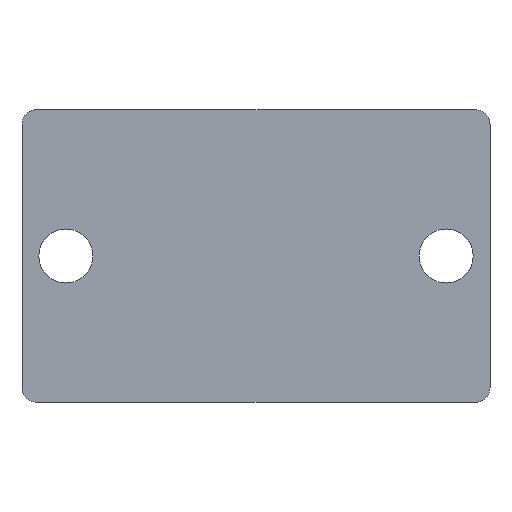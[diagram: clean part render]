
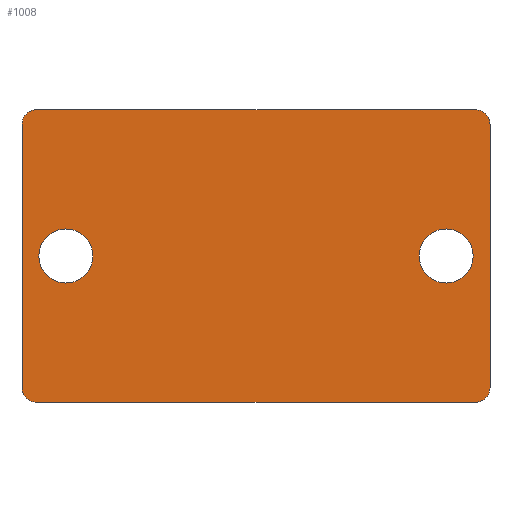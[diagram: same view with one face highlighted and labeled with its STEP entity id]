
A CAD part, front view. The second image highlights one B-rep face of the part: STEP entity #1008.
In plain terms, the highlighted planar face has unit normal (0, -1, 0).
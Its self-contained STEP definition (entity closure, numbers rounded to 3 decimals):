
#22 = AXIS2_PLACEMENT_3D ( 'NONE', #32, #207, #641 ) ;
#30 = CARTESIAN_POINT ( 'NONE',  ( 0., 0., 0. ) ) ;
#32 = CARTESIAN_POINT ( 'NONE',  ( 13., 0., 0. ) ) ;
#41 = AXIS2_PLACEMENT_3D ( 'NONE', #1007, #322, #1117 ) ;
#50 = VERTEX_POINT ( 'NONE', #1040 ) ;
#59 = VERTEX_POINT ( 'NONE', #789 ) ;
#61 = CARTESIAN_POINT ( 'NONE',  ( -16., 0., 9.586 ) ) ;
#127 = DIRECTION ( 'NONE',  ( -1., 0., 0. ) ) ;
#138 = CARTESIAN_POINT ( 'NONE',  ( -13., 0., 0. ) ) ;
#153 = VERTEX_POINT ( 'NONE', #1066 ) ;
#157 = DIRECTION ( 'NONE',  ( 0., 1., 0. ) ) ;
#163 = CARTESIAN_POINT ( 'NONE',  ( 15.586, 0., 10. ) ) ;
#171 = ORIENTED_EDGE ( 'NONE', *, *, #1104, .F. ) ;
#179 = VERTEX_POINT ( 'NONE', #975 ) ;
#183 = DIRECTION ( 'NONE',  ( 1., 0., 0. ) ) ;
#207 = DIRECTION ( 'NONE',  ( 0., 1., 0. ) ) ;
#210 = DIRECTION ( 'NONE',  ( 0., 1., 0. ) ) ;
#227 = CARTESIAN_POINT ( 'NONE',  ( -16., 0., -10. ) ) ;
#244 = CARTESIAN_POINT ( 'NONE',  ( -16., 0., 9.001 ) ) ;
#264 = CARTESIAN_POINT ( 'NONE',  ( 16., 0., -9.001 ) ) ;
#272 = CARTESIAN_POINT ( 'NONE',  ( 15.001, 0., 10. ) ) ;
#273 = VERTEX_POINT ( 'NONE', #298 ) ;
#298 = CARTESIAN_POINT ( 'NONE',  ( 13., 0., -1.85 ) ) ;
#300 = EDGE_CURVE ( 'NONE', #273, #153, #534, .T. ) ;
#303 = CARTESIAN_POINT ( 'NONE',  ( 15.001, 0., 10. ) ) ;
#316 = CARTESIAN_POINT ( 'NONE',  ( -16., 0., 9.001 ) ) ;
#322 = DIRECTION ( 'NONE',  ( 0., 1., 0. ) ) ;
#337 = ORIENTED_EDGE ( 'NONE', *, *, #448, .T. ) ;
#341 = CARTESIAN_POINT ( 'NONE',  ( -15.001, 0., 10. ) ) ;
#375 = ORIENTED_EDGE ( 'NONE', *, *, #547, .T. ) ;
#409 = EDGE_CURVE ( 'NONE', #687, #535, #999, .T. ) ;
#410 = ORIENTED_EDGE ( 'NONE', *, *, #913, .T. ) ;
#414 = ORIENTED_EDGE ( 'NONE', *, *, #639, .T. ) ;
#415 = CARTESIAN_POINT ( 'NONE',  ( 16., 0., -10. ) ) ;
#435 = LINE ( 'NONE', #890, #828 ) ;
#448 = EDGE_CURVE ( 'NONE', #179, #664, #600, .T. ) ;
#466 = CARTESIAN_POINT ( 'NONE',  ( 16., 0., -9.001 ) ) ;
#479 = EDGE_CURVE ( 'NONE', #153, #273, #552, .T. ) ;
#496 = ORIENTED_EDGE ( 'NONE', *, *, #672, .F. ) ;
#508 = ORIENTED_EDGE ( 'NONE', *, *, #300, .T. ) ;
#512 = CARTESIAN_POINT ( 'NONE',  ( -13., 0., 1.85 ) ) ;
#518 = VECTOR ( 'NONE', #950, 1000. ) ;
#519 = LINE ( 'NONE', #415, #518 ) ;
#520 = DIRECTION ( 'NONE',  ( 0., 0., 1. ) ) ;
#534 = CIRCLE ( 'NONE', #22, 1.85 ) ;
#535 = VERTEX_POINT ( 'NONE', #244 ) ;
#540 = AXIS2_PLACEMENT_3D ( 'NONE', #30, #210, #831 ) ;
#547 = EDGE_CURVE ( 'NONE', #910, #1033, #667, .T. ) ;
#552 = CIRCLE ( 'NONE', #41, 1.85 ) ;
#597 = CARTESIAN_POINT ( 'NONE',  ( -15.586, 0., -10. ) ) ;
#600 = CIRCLE ( 'NONE', #744, 1.85 ) ;
#602 = CARTESIAN_POINT ( 'NONE',  ( 16., 0., 9.586 ) ) ;
#621 = ORIENTED_EDGE ( 'NONE', *, *, #479, .T. ) ;
#639 = EDGE_CURVE ( 'NONE', #50, #678, #793, .T. ) ;
#641 = DIRECTION ( 'NONE',  ( 0., 0., 1. ) ) ;
#643 = EDGE_CURVE ( 'NONE', #50, #535, #1123, .T. ) ;
#648 = FACE_OUTER_BOUND ( 'NONE', #1065, .T. ) ;
#661 = DIRECTION ( 'NONE',  ( 0., 1., 0. ) ) ;
#664 = VERTEX_POINT ( 'NONE', #512 ) ;
#667 =( BOUNDED_CURVE ( )  B_SPLINE_CURVE ( 3, ( #1036, #602, #163, #272 ),
 .UNSPECIFIED., .F., .T. ) 
 B_SPLINE_CURVE_WITH_KNOTS ( ( 4, 4 ),
 ( 5.498, 7.068 ),
 .UNSPECIFIED. ) 
 CURVE ( )  GEOMETRIC_REPRESENTATION_ITEM ( )  RATIONAL_B_SPLINE_CURVE ( ( 1., 0.805, 0.805, 1. ) ) 
 REPRESENTATION_ITEM ( '' )  );
#672 = EDGE_CURVE ( 'NONE', #910, #852, #519, .T. ) ;
#673 = ORIENTED_EDGE ( 'NONE', *, *, #800, .F. ) ;
#676 = DIRECTION ( 'NONE',  ( 0., 0., 1. ) ) ;
#678 = VERTEX_POINT ( 'NONE', #927 ) ;
#687 = VERTEX_POINT ( 'NONE', #341 ) ;
#730 = ORIENTED_EDGE ( 'NONE', *, *, #1128, .T. ) ;
#735 = CIRCLE ( 'NONE', #885, 1.85 ) ;
#741 = LINE ( 'NONE', #227, #752 ) ;
#744 = AXIS2_PLACEMENT_3D ( 'NONE', #138, #157, #520 ) ;
#748 = CARTESIAN_POINT ( 'NONE',  ( -15.001, 0., -10. ) ) ;
#752 = VECTOR ( 'NONE', #127, 1000. ) ;
#756 = CARTESIAN_POINT ( 'NONE',  ( -16., 0., -10. ) ) ;
#767 = EDGE_LOOP ( 'NONE', ( #730, #337 ) ) ;
#789 = CARTESIAN_POINT ( 'NONE',  ( 15.001, 0., -10. ) ) ;
#793 =( BOUNDED_CURVE ( )  B_SPLINE_CURVE ( 3, ( #935, #1019, #597, #748 ),
 .UNSPECIFIED., .F., .T. ) 
 B_SPLINE_CURVE_WITH_KNOTS ( ( 4, 4 ),
 ( 5.498, 7.068 ),
 .UNSPECIFIED. ) 
 CURVE ( )  GEOMETRIC_REPRESENTATION_ITEM ( )  RATIONAL_B_SPLINE_CURVE ( ( 1., 0.805, 0.805, 1. ) ) 
 REPRESENTATION_ITEM ( '' )  );
#800 = EDGE_CURVE ( 'NONE', #687, #1033, #435, .T. ) ;
#812 = CARTESIAN_POINT ( 'NONE',  ( 15.001, 0., -10. ) ) ;
#816 = CARTESIAN_POINT ( 'NONE',  ( 15.586, 0., -10. ) ) ;
#825 = FACE_BOUND ( 'NONE', #1138, .T. ) ;
#828 = VECTOR ( 'NONE', #183, 1000. ) ;
#831 = DIRECTION ( 'NONE',  ( 0., 0., 1. ) ) ;
#834 = CARTESIAN_POINT ( 'NONE',  ( 16., 0., 9.001 ) ) ;
#844 = ORIENTED_EDGE ( 'NONE', *, *, #643, .F. ) ;
#852 = VERTEX_POINT ( 'NONE', #264 ) ;
#867 = CARTESIAN_POINT ( 'NONE',  ( -15.001, 0., 10. ) ) ;
#885 = AXIS2_PLACEMENT_3D ( 'NONE', #933, #661, #1005 ) ;
#890 = CARTESIAN_POINT ( 'NONE',  ( -16., 0., 10. ) ) ;
#903 = VECTOR ( 'NONE', #676, 1000. ) ;
#910 = VERTEX_POINT ( 'NONE', #834 ) ;
#913 = EDGE_CURVE ( 'NONE', #59, #852, #1087, .T. ) ;
#922 = FACE_BOUND ( 'NONE', #767, .T. ) ;
#927 = CARTESIAN_POINT ( 'NONE',  ( -15.001, 0., -10. ) ) ;
#929 = CARTESIAN_POINT ( 'NONE',  ( -15.586, 0., 10. ) ) ;
#933 = CARTESIAN_POINT ( 'NONE',  ( -13., 0., 0. ) ) ;
#935 = CARTESIAN_POINT ( 'NONE',  ( -16., 0., -9.001 ) ) ;
#950 = DIRECTION ( 'NONE',  ( 0., 0., -1. ) ) ;
#975 = CARTESIAN_POINT ( 'NONE',  ( -13., 0., -1.85 ) ) ;
#999 =( BOUNDED_CURVE ( )  B_SPLINE_CURVE ( 3, ( #867, #929, #61, #316 ),
 .UNSPECIFIED., .F., .T. ) 
 B_SPLINE_CURVE_WITH_KNOTS ( ( 4, 4 ),
 ( 5.498, 7.068 ),
 .UNSPECIFIED. ) 
 CURVE ( )  GEOMETRIC_REPRESENTATION_ITEM ( )  RATIONAL_B_SPLINE_CURVE ( ( 1., 0.805, 0.805, 1. ) ) 
 REPRESENTATION_ITEM ( '' )  );
#1005 = DIRECTION ( 'NONE',  ( 0., 0., 1. ) ) ;
#1007 = CARTESIAN_POINT ( 'NONE',  ( 13., 0., 0. ) ) ;
#1008 = ADVANCED_FACE ( 'NONE', ( #825, #922, #648 ), #1070, .F. ) ;
#1019 = CARTESIAN_POINT ( 'NONE',  ( -16., 0., -9.586 ) ) ;
#1033 = VERTEX_POINT ( 'NONE', #303 ) ;
#1036 = CARTESIAN_POINT ( 'NONE',  ( 16., 0., 9.001 ) ) ;
#1040 = CARTESIAN_POINT ( 'NONE',  ( -16., 0., -9.001 ) ) ;
#1065 = EDGE_LOOP ( 'NONE', ( #844, #414, #171, #410, #496, #375, #673, #1125 ) ) ;
#1066 = CARTESIAN_POINT ( 'NONE',  ( 13., 0., 1.85 ) ) ;
#1068 = CARTESIAN_POINT ( 'NONE',  ( 16., 0., -9.586 ) ) ;
#1070 = PLANE ( 'NONE',  #540 ) ;
#1087 =( BOUNDED_CURVE ( )  B_SPLINE_CURVE ( 3, ( #812, #816, #1068, #466 ),
 .UNSPECIFIED., .F., .F. ) 
 B_SPLINE_CURVE_WITH_KNOTS ( ( 4, 4 ),
 ( 5.498, 7.068 ),
 .UNSPECIFIED. ) 
 CURVE ( )  GEOMETRIC_REPRESENTATION_ITEM ( )  RATIONAL_B_SPLINE_CURVE ( ( 1., 0.805, 0.805, 1. ) ) 
 REPRESENTATION_ITEM ( '' )  );
#1104 = EDGE_CURVE ( 'NONE', #59, #678, #741, .T. ) ;
#1117 = DIRECTION ( 'NONE',  ( 0., 0., 1. ) ) ;
#1123 = LINE ( 'NONE', #756, #903 ) ;
#1125 = ORIENTED_EDGE ( 'NONE', *, *, #409, .T. ) ;
#1128 = EDGE_CURVE ( 'NONE', #664, #179, #735, .T. ) ;
#1138 = EDGE_LOOP ( 'NONE', ( #621, #508 ) ) ;
